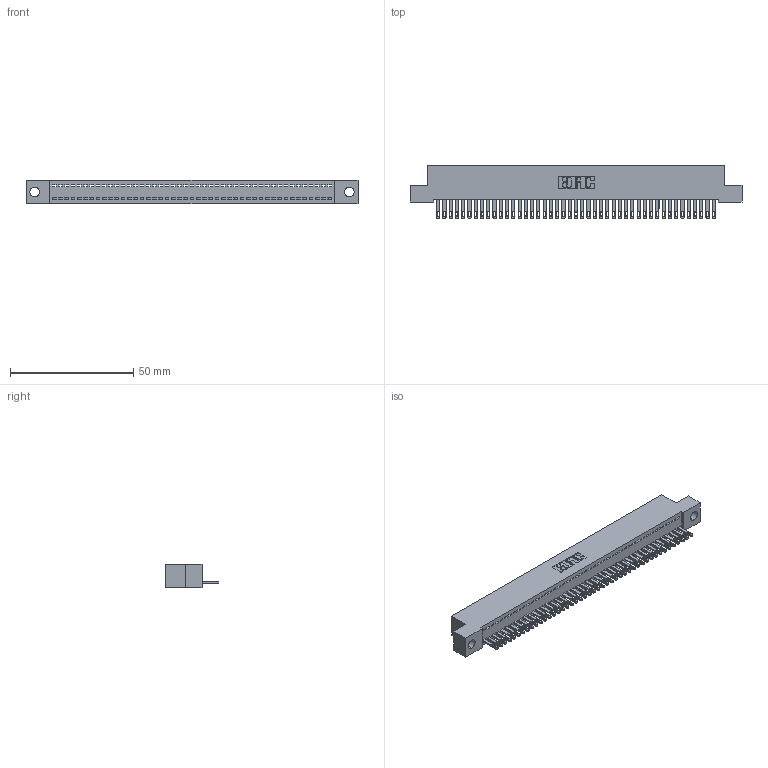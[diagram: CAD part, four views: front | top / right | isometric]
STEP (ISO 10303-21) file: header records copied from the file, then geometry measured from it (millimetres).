
FILE_DESCRIPTION (( 'STEP AP203' ), '1' );
FILE_NAME ('342-045-500-104.STEP', '2019-10-02T19:42:13', ( '' ), ( '' ), 'SwSTEP 2.0', 'SolidWorks 2016', '' );
FILE_SCHEMA (( 'CONFIG_CONTROL_DESIGN' ));
Length unit declared in the file: inch
Products named in the file (3): 342 Part_.156 TH; 345-292-001_345-293-100; 342-045-500-104
Assembly tree (46 placements, depth 2):
  342-045-500-104
    342 Part_.156 TH
    345-292-001_345-293-100  x45
Bounding box: 134.62 x 21.85 x 9.4 mm (x, y, z)
Volume: 11755.4 mm3; surface area: 17225.6 mm2
Topology: 46 solids, 46 shells, 2540 faces, 7859 edges, 5238 vertices
Faces by surface type: plane 1686, cylinder 854
Entity records: 26923 total; most frequent: CARTESIAN_POINT 4649, ORIENTED_EDGE 4630, DIRECTION 3917, EDGE_CURVE 2315, LINE 2183, VECTOR 2183, VERTEX_POINT 1542, AXIS2_PLACEMENT_3D 867
